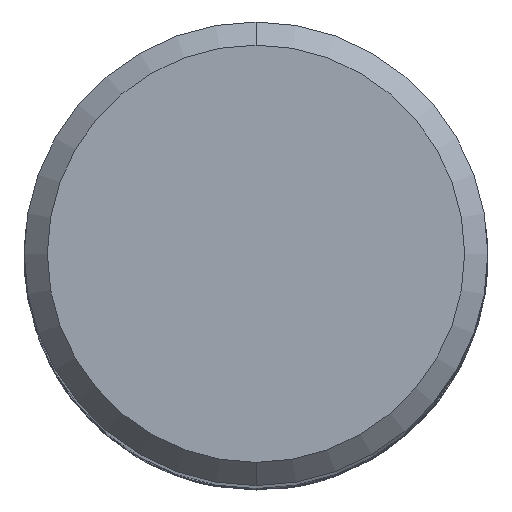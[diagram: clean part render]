
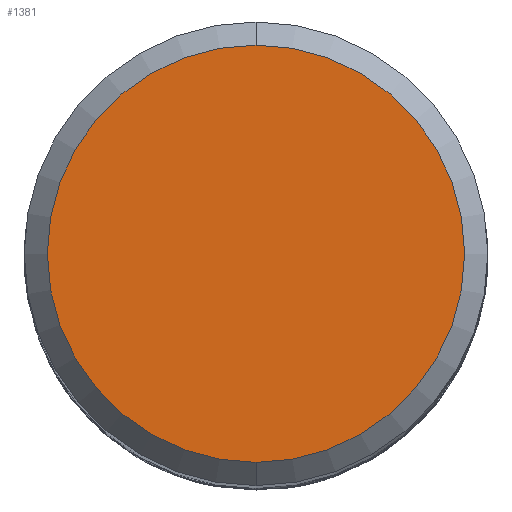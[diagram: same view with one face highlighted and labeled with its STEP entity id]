
A CAD part, top view. The second image highlights one B-rep face of the part: STEP entity #1381.
In plain terms, the highlighted planar face has unit normal (0, 0, 1).
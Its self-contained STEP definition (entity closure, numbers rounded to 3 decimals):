
#595=VERTEX_POINT('',#1738);
#821=EDGE_CURVE('',#1475,#595,#1982,.T.);
#961=EDGE_CURVE('',#595,#1475,#2135,.T.);
#1381=ADVANCED_FACE('',(#2602),#2603,.T.);
#1475=VERTEX_POINT('',#2709);
#1738=CARTESIAN_POINT('',(0.0,7.2,0.0));
#1982=CIRCLE('',#4376,7.2);
#2135=CIRCLE('',#5683,7.2);
#2602=FACE_OUTER_BOUND('',#10479,.T.);
#2603=PLANE('',#10480);
#2709=CARTESIAN_POINT('',(0.,-7.2,0.0));
#4376=AXIS2_PLACEMENT_3D('',#13851,#13852,#13853);
#5683=AXIS2_PLACEMENT_3D('',#13995,#13996,#13997);
#10479=EDGE_LOOP('',(#14568,#14569));
#10480=AXIS2_PLACEMENT_3D('',#14570,#14571,#14572);
#13851=CARTESIAN_POINT('',(0.0,0.0,0.0));
#13852=DIRECTION('',(0.0,0.0,-1.0));
#13853=DIRECTION('',(0.0,1.0,0.0));
#13995=CARTESIAN_POINT('',(0.0,0.0,0.0));
#13996=DIRECTION('',(0.0,0.0,-1.0));
#13997=DIRECTION('',(0.0,1.0,0.0));
#14568=ORIENTED_EDGE('',*,*,#961,.F.);
#14569=ORIENTED_EDGE('',*,*,#821,.F.);
#14570=CARTESIAN_POINT('',(0.0,3.6,0.0));
#14571=DIRECTION('',(-0.0,0.0,1.0));
#14572=DIRECTION('',(0.0,-1.0,0.0));
